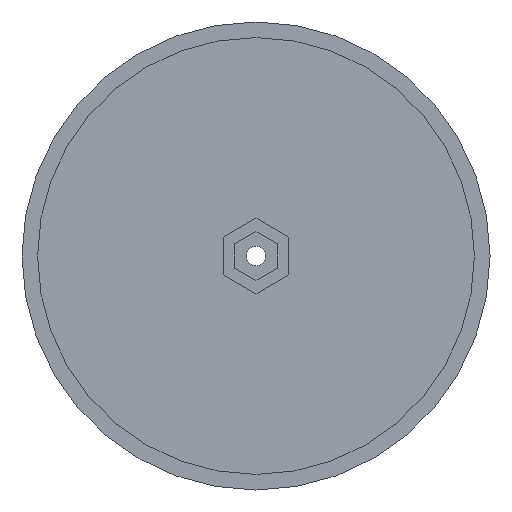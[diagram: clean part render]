
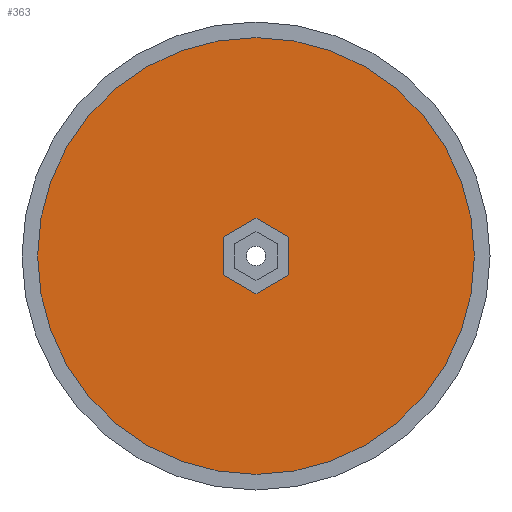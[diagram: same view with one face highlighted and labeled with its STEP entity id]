
A CAD part, left-side view. The second image highlights one B-rep face of the part: STEP entity #363.
In plain terms, the highlighted planar face has unit normal (-1, 0, 0).
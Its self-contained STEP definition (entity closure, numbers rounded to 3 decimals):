
#20=FACE_BOUND('',#80,.T.);
#37=PLANE('',#390);
#56=FACE_OUTER_BOUND('',#79,.T.);
#79=EDGE_LOOP('',(#322));
#80=EDGE_LOOP('',(#323,#324,#325,#326,#327,#328));
#107=LINE('',#549,#147);
#111=LINE('',#557,#151);
#114=LINE('',#563,#154);
#117=LINE('',#569,#157);
#120=LINE('',#575,#160);
#123=LINE('',#580,#163);
#147=VECTOR('',#448,10.);
#151=VECTOR('',#454,10.);
#154=VECTOR('',#459,10.);
#157=VECTOR('',#464,10.);
#160=VECTOR('',#469,10.);
#163=VECTOR('',#474,10.);
#171=CIRCLE('',#391,28.);
#190=VERTEX_POINT('',#547);
#191=VERTEX_POINT('',#548);
#194=VERTEX_POINT('',#556);
#196=VERTEX_POINT('',#562);
#198=VERTEX_POINT('',#568);
#200=VERTEX_POINT('',#574);
#202=VERTEX_POINT('',#584);
#229=EDGE_CURVE('',#190,#191,#107,.T.);
#233=EDGE_CURVE('',#191,#194,#111,.T.);
#236=EDGE_CURVE('',#194,#196,#114,.T.);
#239=EDGE_CURVE('',#196,#198,#117,.T.);
#242=EDGE_CURVE('',#198,#200,#120,.T.);
#245=EDGE_CURVE('',#200,#190,#123,.T.);
#247=EDGE_CURVE('',#202,#202,#171,.T.);
#322=ORIENTED_EDGE('',*,*,#247,.T.);
#323=ORIENTED_EDGE('',*,*,#229,.T.);
#324=ORIENTED_EDGE('',*,*,#233,.T.);
#325=ORIENTED_EDGE('',*,*,#236,.T.);
#326=ORIENTED_EDGE('',*,*,#239,.T.);
#327=ORIENTED_EDGE('',*,*,#242,.T.);
#328=ORIENTED_EDGE('',*,*,#245,.T.);
#363=ADVANCED_FACE('',(#56,#20),#37,.F.);
#390=AXIS2_PLACEMENT_3D('',#583,#478,#479);
#391=AXIS2_PLACEMENT_3D('',#585,#480,#481);
#448=DIRECTION('',(0.,0.866,-0.5));
#454=DIRECTION('',(0.,0.866,0.5));
#459=DIRECTION('',(0.,0.,1.));
#464=DIRECTION('',(0.,-0.866,0.5));
#469=DIRECTION('',(0.,-0.866,-0.5));
#474=DIRECTION('',(0.,0.,-1.));
#478=DIRECTION('center_axis',(1.,0.,0.));
#479=DIRECTION('ref_axis',(0.,0.,1.));
#480=DIRECTION('center_axis',(-1.,0.,0.));
#481=DIRECTION('ref_axis',(0.,0.,1.));
#547=CARTESIAN_POINT('',(63.425,-4.2,-2.425));
#548=CARTESIAN_POINT('',(63.425,0.,-4.85));
#549=CARTESIAN_POINT('',(63.425,-1.05,-4.244));
#556=CARTESIAN_POINT('',(63.425,4.2,-2.425));
#557=CARTESIAN_POINT('',(63.425,3.15,-3.031));
#562=CARTESIAN_POINT('',(63.425,4.2,2.425));
#563=CARTESIAN_POINT('',(63.425,4.2,1.212));
#568=CARTESIAN_POINT('',(63.425,0.,4.85));
#569=CARTESIAN_POINT('',(63.425,1.05,4.244));
#574=CARTESIAN_POINT('',(63.425,-4.2,2.425));
#575=CARTESIAN_POINT('',(63.425,-3.15,3.031));
#580=CARTESIAN_POINT('',(63.425,-4.2,-1.212));
#583=CARTESIAN_POINT('Origin',(63.425,0.,0.));
#584=CARTESIAN_POINT('',(63.425,0.,-28.));
#585=CARTESIAN_POINT('Origin',(63.425,0.,0.));
